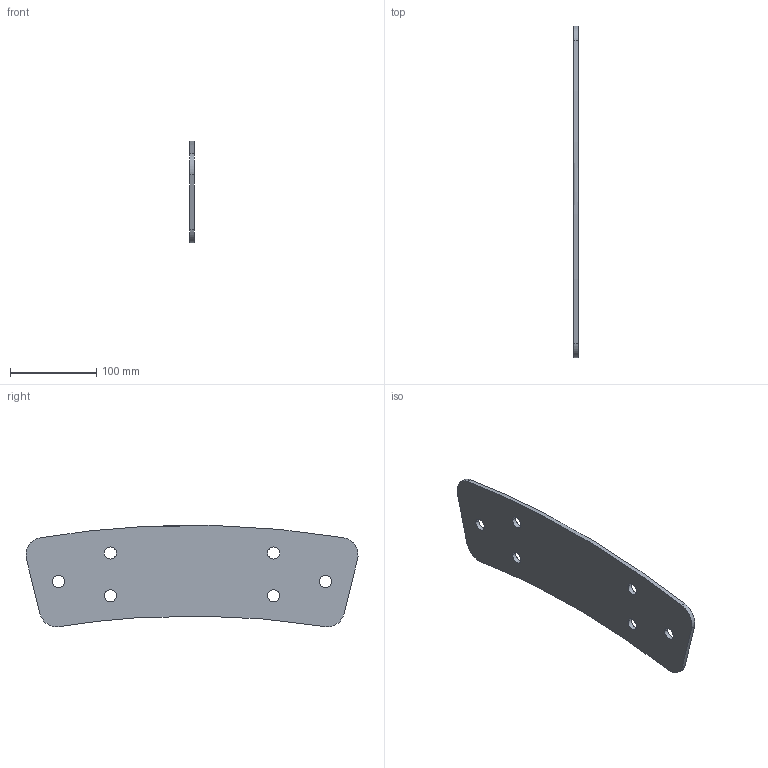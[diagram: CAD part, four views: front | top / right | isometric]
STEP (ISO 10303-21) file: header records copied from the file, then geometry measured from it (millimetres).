
FILE_DESCRIPTION(('CATIA V5 STEP Exchange'),'2;1');
FILE_NAME('P-002-013.stp','2021-02-05T16:17:45+00:00',('none'),('none'),'CATIA Version 5 Release 11 (IN-9)','CATIA V5 STEP AP203',' none');
FILE_SCHEMA(('CONFIG_CONTROL_DESIGN'));
Length unit declared in the file: millimetre
Products named in the file (1): P-002-013
Bounding box: 5 x 384.15 x 117.49 mm (x, y, z)
Volume: 188038.9 mm3; surface area: 81117 mm2
Topology: 1 solids, 1 shells, 22 faces, 60 edges, 40 vertices
Faces by surface type: cylinder 16, plane 4, extrusion 2
Entity records: 868 total; most frequent: CARTESIAN_POINT 273, ORIENTED_EDGE 120, DIRECTION 86, EDGE_CURVE 60, AXIS2_PLACEMENT_3D 47, VERTEX_POINT 40, EDGE_LOOP 34, CIRCLE 32
